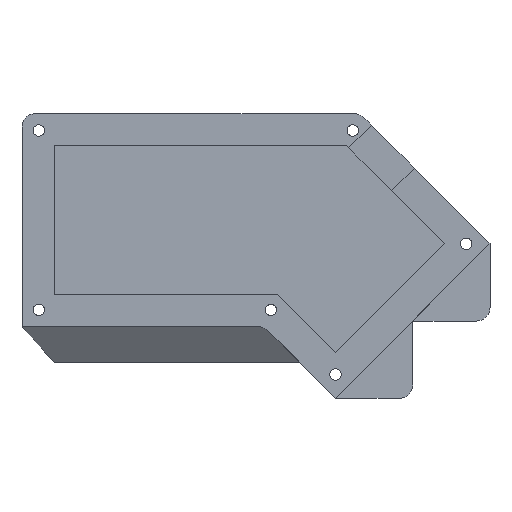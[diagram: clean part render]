
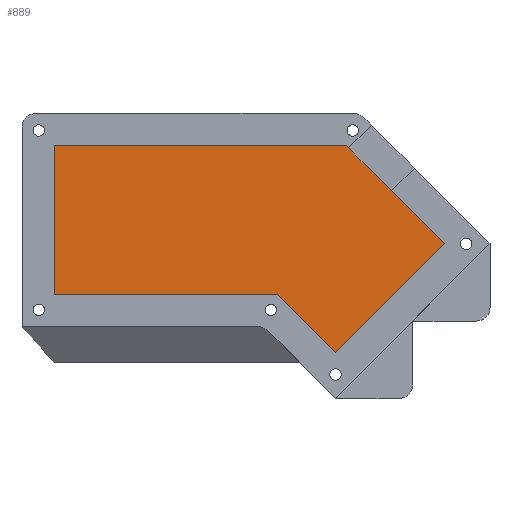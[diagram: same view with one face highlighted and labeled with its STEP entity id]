
A CAD part, top view. The second image highlights one B-rep face of the part: STEP entity #889.
In plain terms, the highlighted planar face has unit normal (0, 0, 1).
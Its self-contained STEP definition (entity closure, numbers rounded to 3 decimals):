
#122=FACE_OUTER_BOUND('',#184,.T.);
#184=EDGE_LOOP('',(#719,#720,#721,#722,#723,#724));
#281=LINE('',#1451,#368);
#282=LINE('',#1453,#369);
#283=LINE('',#1455,#370);
#284=LINE('',#1457,#371);
#285=LINE('',#1459,#372);
#286=LINE('',#1460,#373);
#368=VECTOR('',#1169,10.);
#369=VECTOR('',#1170,10.);
#370=VECTOR('',#1171,10.);
#371=VECTOR('',#1172,10.);
#372=VECTOR('',#1173,10.);
#373=VECTOR('',#1174,10.);
#456=VERTEX_POINT('',#1449);
#457=VERTEX_POINT('',#1450);
#458=VERTEX_POINT('',#1452);
#459=VERTEX_POINT('',#1454);
#460=VERTEX_POINT('',#1456);
#461=VERTEX_POINT('',#1458);
#556=EDGE_CURVE('',#456,#457,#281,.T.);
#557=EDGE_CURVE('',#458,#456,#282,.T.);
#558=EDGE_CURVE('',#459,#458,#283,.T.);
#559=EDGE_CURVE('',#460,#459,#284,.T.);
#560=EDGE_CURVE('',#461,#460,#285,.T.);
#561=EDGE_CURVE('',#457,#461,#286,.T.);
#719=ORIENTED_EDGE('',*,*,#556,.F.);
#720=ORIENTED_EDGE('',*,*,#557,.F.);
#721=ORIENTED_EDGE('',*,*,#558,.F.);
#722=ORIENTED_EDGE('',*,*,#559,.F.);
#723=ORIENTED_EDGE('',*,*,#560,.F.);
#724=ORIENTED_EDGE('',*,*,#561,.F.);
#854=PLANE('',#976);
#889=ADVANCED_FACE('',(#122),#854,.T.);
#976=AXIS2_PLACEMENT_3D('',#1448,#1167,#1168);
#1167=DIRECTION('center_axis',(0.,0.,1.));
#1168=DIRECTION('ref_axis',(1.,0.,0.));
#1169=DIRECTION('',(-0.707,0.707,0.));
#1170=DIRECTION('',(-0.707,-0.707,0.));
#1171=DIRECTION('',(0.707,-0.707,0.));
#1172=DIRECTION('',(1.,0.,0.));
#1173=DIRECTION('',(0.,1.,0.));
#1174=DIRECTION('',(-1.,0.001,0.));
#1448=CARTESIAN_POINT('Origin',(57.911,13.44,3.));
#1449=CARTESIAN_POINT('',(83.441,-17.3,3.));
#1450=CARTESIAN_POINT('',(66.171,-0.037,3.));
#1451=CARTESIAN_POINT('',(69.371,-3.236,3.));
#1452=CARTESIAN_POINT('',(115.822,15.095,3.));
#1453=CARTESIAN_POINT('',(100.937,0.203,3.));
#1454=CARTESIAN_POINT('',(86.725,44.18,3.));
#1455=CARTESIAN_POINT('',(87.203,43.702,3.));
#1456=CARTESIAN_POINT('',(0.,44.18,3.));
#1457=CARTESIAN_POINT('',(28.956,44.18,3.));
#1458=CARTESIAN_POINT('',(0.,0.,3.));
#1459=CARTESIAN_POINT('',(0.,6.72,3.));
#1460=CARTESIAN_POINT('',(62.037,-0.035,3.));
